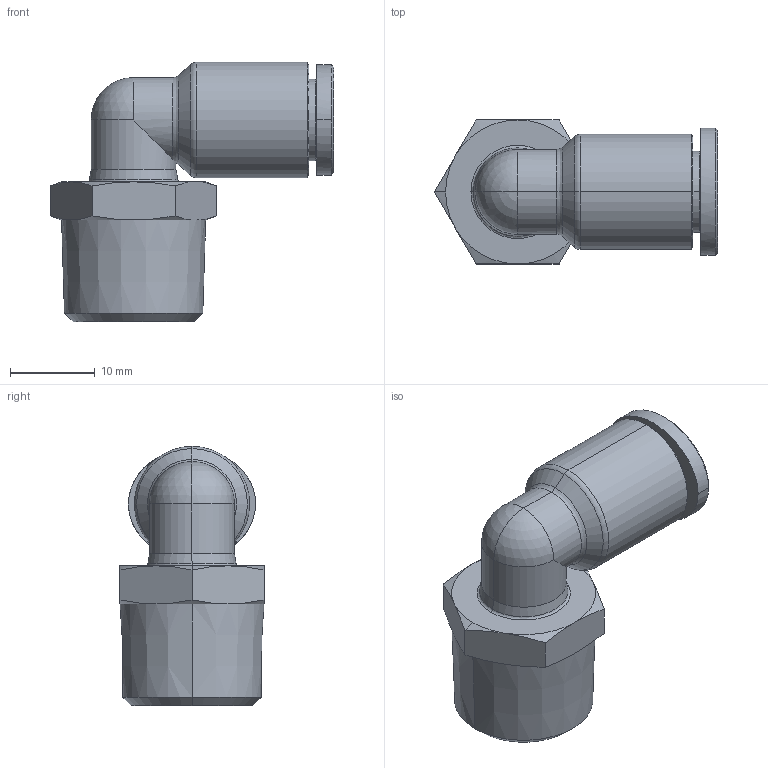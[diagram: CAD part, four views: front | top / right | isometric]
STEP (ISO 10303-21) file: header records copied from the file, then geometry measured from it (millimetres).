
FILE_DESCRIPTION((''),'2;1');
FILE_NAME('GPL 0803(3D).stp','2012-12-20T19:03:47',(''),(''),'Mechanical Desktop.R8.0.24.0','Mechanical Desktop.R8.0.24.0',', , ');
FILE_SCHEMA(('CONFIG_CONTROL_DESIGN'));
Length unit declared in the file: millimetre
Products named in the file (2): GPL 0803(3D); ºÎÇ°1
Assembly tree (1 placements, depth 2):
  GPL 0803(3D)
    ºÎÇ°1
Bounding box: 33.41 x 17 x 30.6 mm (x, y, z)
Volume: 5283.8 mm3; surface area: 3490 mm2
Topology: 1 solids, 1 shells, 437 faces, 1204 edges, 786 vertices
Faces by surface type: plane 345, cone 34, bspline 33, cylinder 21, sphere 2, torus 2
Entity records: 14576 total; most frequent: CARTESIAN_POINT 3449, ORIENTED_EDGE 2400, DIRECTION 2123, EDGE_CURVE 1200, VECTOR 1027, LINE 1027, VERTEX_POINT 786, AXIS2_PLACEMENT_3D 548
